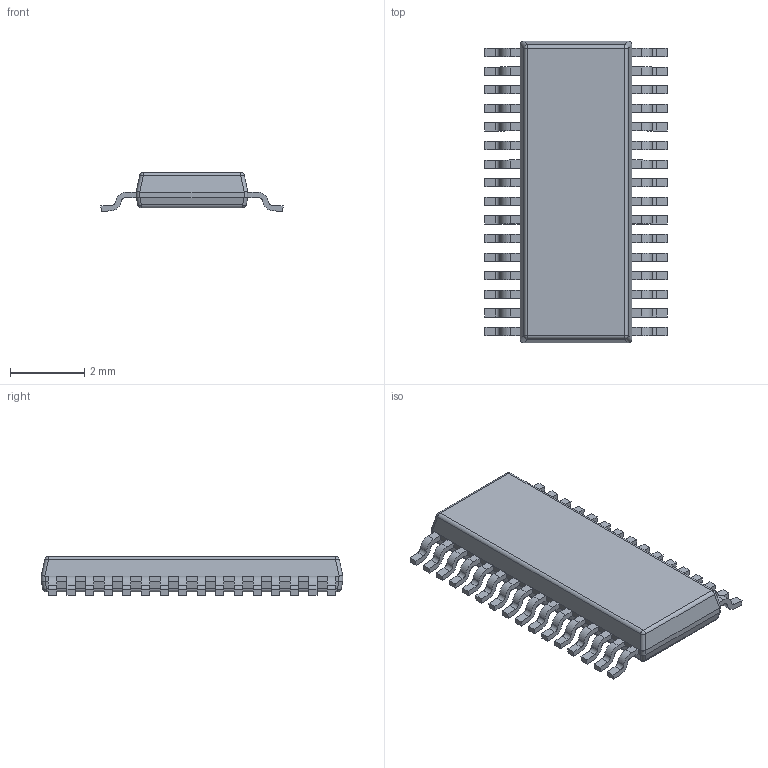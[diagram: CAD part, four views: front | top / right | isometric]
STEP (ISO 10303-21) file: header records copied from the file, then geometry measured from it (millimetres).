
FILE_DESCRIPTION((''),'2;1');
FILE_NAME('DGS0032A_ASM','2023-10-09T08:43:01',('a0412086'),(''),'CREO PARAMETRIC BY PTC INC, 2018500','CREO PARAMETRIC BY PTC INC, 2018500','');
FILE_SCHEMA(('CONFIG_CONTROL_DESIGN','SHAPE_APPEARANCE_LAYERS_GROUPS'));
Length unit declared in the file: millimetre
Products named in the file (4): BODY-VSSOP; LEAD-VSSOP; PIN1; DGS0032A_ASM
Assembly tree (34 placements, depth 2):
  DGS0032A_ASM
    BODY-VSSOP
    LEAD-VSSOP  x32
    PIN1
Bounding box: 4.9 x 8.1 x 1.05 mm (x, y, z)
Volume: 23.4 mm3; surface area: 93.3 mm2
Topology: 33 solids, 33 shells, 490 faces, 1248 edges, 824 vertices
Faces by surface type: plane 334, cylinder 148, sphere 8
Entity records: 2417 total; most frequent: CARTESIAN_POINT 398, DIRECTION 328, ORIENTED_EDGE 264, PRESENTATION_STYLE_ASSIGNMENT 134, STYLED_ITEM 134, CURVE_STYLE 132, EDGE_CURVE 132, AXIS2_PLACEMENT_3D 126
